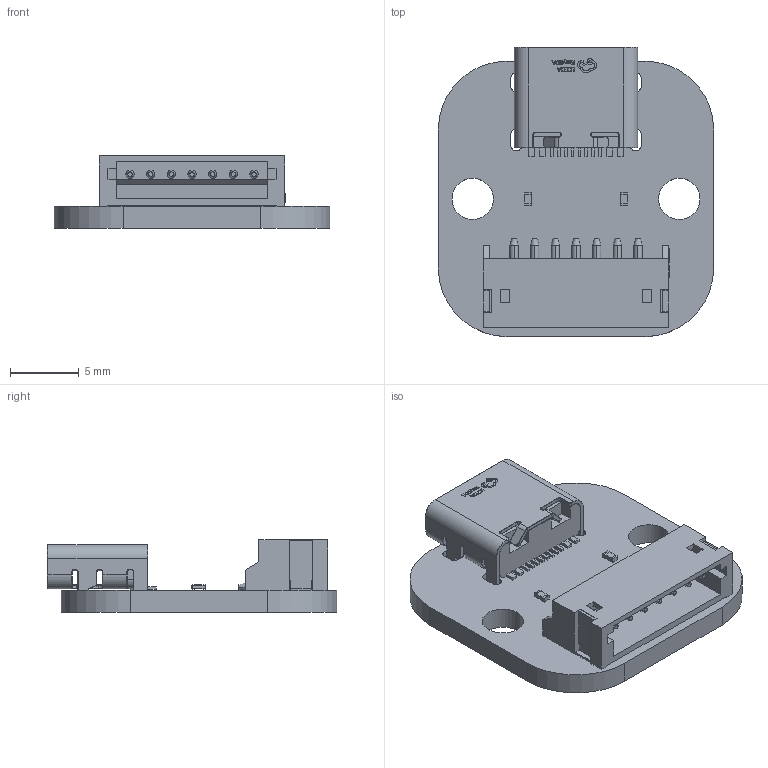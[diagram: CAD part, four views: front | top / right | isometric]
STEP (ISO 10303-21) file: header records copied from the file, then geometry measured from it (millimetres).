
FILE_DESCRIPTION(('KiCad electronic assembly'),'2;1');
FILE_NAME('usb-breakout.step','2025-02-11T19:08:08',('Pcbnew'),('Kicad') ,'Open CASCADE STEP processor 7.8','KiCad to STEP converter','Unknown' );
FILE_SCHEMA(('AUTOMOTIVE_DESIGN { 1 0 10303 214 1 1 1 1 }'));
Length unit declared in the file: millimetre
Products named in the file (8): usb-breakout 1; CONN-SMD_S7B-ZR-SM4A-TF-LF-SN; R_0402_1005Metric; USB-C_SMD-TYPE-C-31-M-12; _autosave-usb-breakout_PCB
Assembly tree (8 placements, depth 3):
  usb-breakout 1
    CONN-SMD_S7B-ZR-SM4A-TF-LF-SN
      CONN-SMD_S7B-ZR-SM4A-TF-LF-SN
    R_0402_1005Metric  x2
      R_0402_1005Metric
    USB-C_SMD-TYPE-C-31-M-12
      USB-C_SMD-TYPE-C-31-M-12
    _autosave-usb-breakout_PCB
Bounding box: 20 x 21 x 5.25 mm (x, y, z)
Volume: 850.3 mm3; surface area: 1712.4 mm2
Topology: 18 solids, 18 shells, 1277 faces, 3281 edges, 2086 vertices
Faces by surface type: plane 667, cylinder 239, bspline 214, torus 123, cone 28, revolution 6
Full cylindrical faces by diameter (mm): 0.75 x2, 3 x2
Entity records: 48333 total; most frequent: CARTESIAN_POINT 10124, ORIENTED_EDGE 6422, DIRECTION 5524, EDGE_CURVE 3211, LINE 2098, VECTOR 2098, VERTEX_POINT 2042, AXIS2_PLACEMENT_3D 1710
